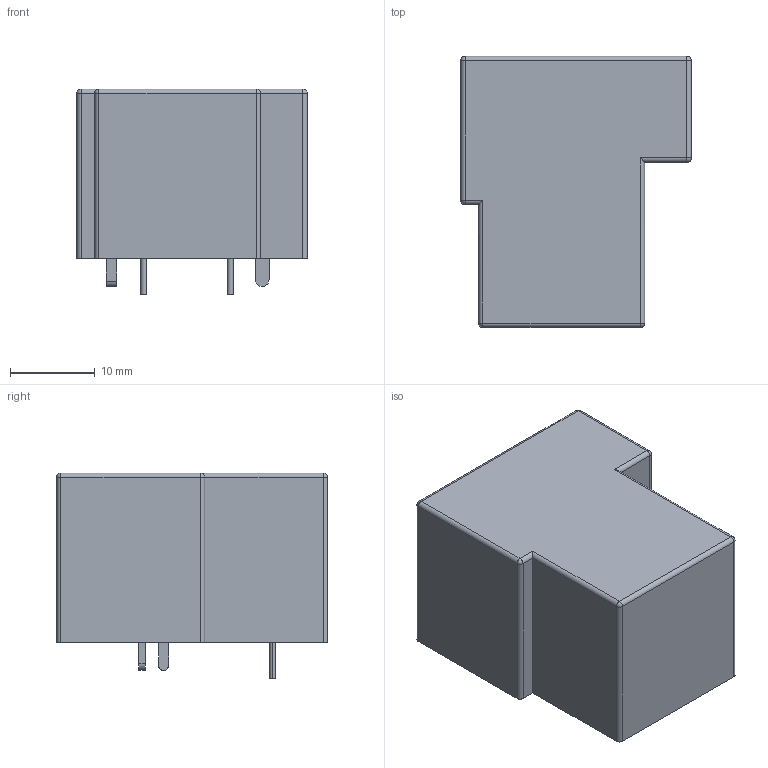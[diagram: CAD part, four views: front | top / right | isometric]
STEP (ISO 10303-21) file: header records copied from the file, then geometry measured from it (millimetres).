
FILE_DESCRIPTION (( 'STEP AP214' ), '1' );
FILE_NAME ('000.STEP', '2024-11-11T09:48:25', ( '' ), ( '' ), 'SwSTEP 2.0', 'SolidWorks 2022', '' );
FILE_SCHEMA (( 'AUTOMOTIVE_DESIGN' ));
Length unit declared in the file: millimetre
Products named in the file (3): COMPOUND^RELAY-TH_R53G-XXXXM_U1_3D_PCB1_2024-11-11(2)_3D_PCB1_2024-11-11; RELAY-TH_R53G-XXXXM^U1_3D_PCB1_2024-11-11(2)_3D_PCB1_2024-11-11; 000
Assembly tree (2 placements, depth 3):
  000
    RELAY-TH_R53G-XXXXM^U1_3D_PCB1_2024-11-11(2)_3D_PCB1_2024-11-11
      COMPOUND^RELAY-TH_R53G-XXXXM_U1_3D_PCB1_2024-11-11(2)_3D_PCB1_2024-11-11
Bounding box: 27.2 x 32.01 x 24.3 mm (x, y, z)
Volume: 14653.3 mm3; surface area: 3841.2 mm2
Topology: 10 solids, 10 shells, 337 faces, 880 edges, 576 vertices
Faces by surface type: plane 198, bspline 112, cylinder 21, sphere 6
Entity records: 11579 total; most frequent: CARTESIAN_POINT 3903, ORIENTED_EDGE 1748, DIRECTION 1144, EDGE_CURVE 874, VECTOR 606, LINE 606, VERTEX_POINT 576, EDGE_LOOP 360
